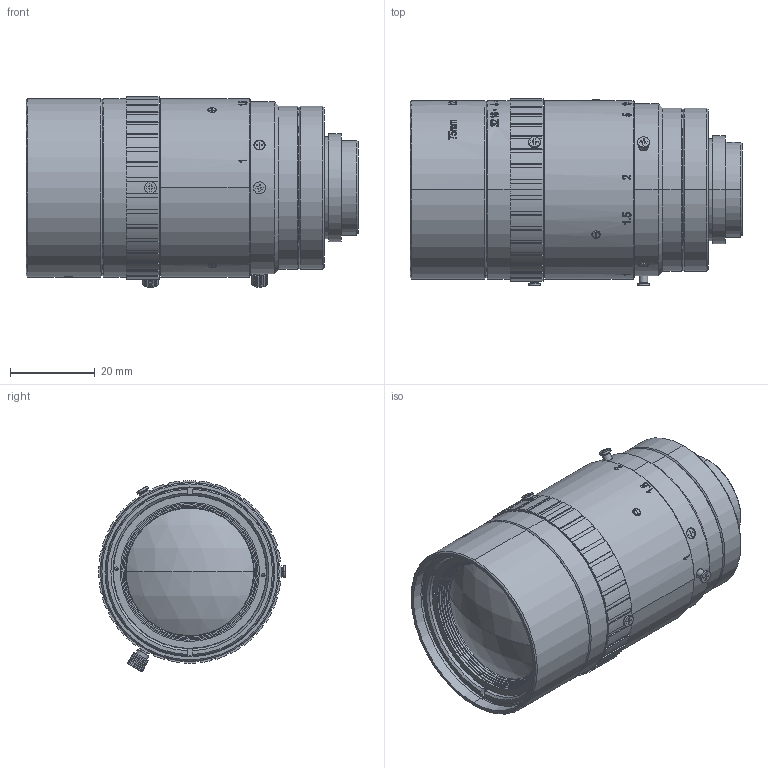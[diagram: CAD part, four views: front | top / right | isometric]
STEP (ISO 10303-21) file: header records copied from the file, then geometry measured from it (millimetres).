
FILE_DESCRIPTION (( 'STEP AP203' ), '1' );
FILE_NAME ('VA-LCM-5MP-75MM-F2.0-015.STEP', '2022-05-13T04:10:09', ( '' ), ( '' ), 'SwSTEP 2.0', 'SolidWorks 2014', '' );
FILE_SCHEMA (( 'CONFIG_CONTROL_DESIGN' ));
Length unit declared in the file: millimetre
Products named in the file (1): VA-LCM-5MP-75MM-F2.0-015
Bounding box: 78.13 x 44 x 44.95 mm (x, y, z)
Surface area: 16855.9 mm2 (no closed solid volume)
Topology: 0 solids, 42 shells, 749 faces, 2926 edges, 2149 vertices
Faces by surface type: plane 343, cylinder 245, bspline 114, cone 43, sphere 4
Entity records: 51495 total; most frequent: CARTESIAN_POINT 29318, ORIENTED_EDGE 4556, DIRECTION 3772, EDGE_CURVE 2926, VERTEX_POINT 2149, AXIS2_PLACEMENT_3D 1276, VECTOR 1220, LINE 1220
